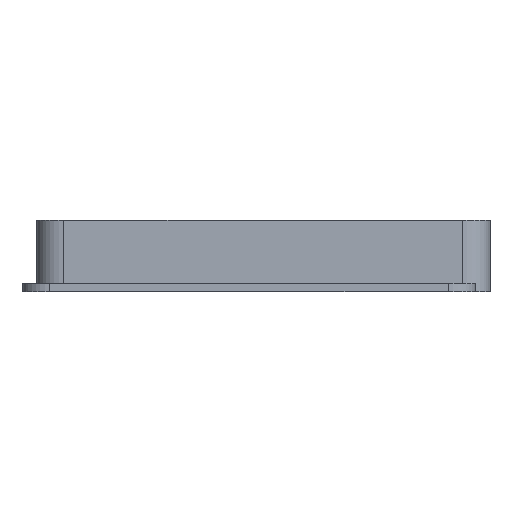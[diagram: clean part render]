
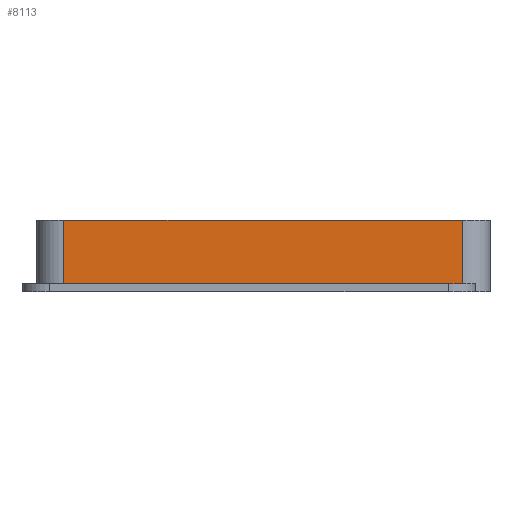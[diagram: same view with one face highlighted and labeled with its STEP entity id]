
A CAD part, left-side view. The second image highlights one B-rep face of the part: STEP entity #8113.
In plain terms, the highlighted planar face has unit normal (-1, 0, 0).
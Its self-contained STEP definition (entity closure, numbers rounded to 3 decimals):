
#1220=FACE_OUTER_BOUND('',#1681,.T.);
#1681=EDGE_LOOP('',(#7083,#7084,#7085,#7086));
#2305=LINE('',#16544,#2984);
#2307=LINE('',#16550,#2986);
#2308=LINE('',#16552,#2987);
#2309=LINE('',#16553,#2988);
#2984=VECTOR('',#9233,10.);
#2986=VECTOR('',#9239,10.);
#2987=VECTOR('',#9240,10.);
#2988=VECTOR('',#9241,10.);
#3805=VERTEX_POINT('',#16541);
#3806=VERTEX_POINT('',#16543);
#3808=VERTEX_POINT('',#16549);
#3809=VERTEX_POINT('',#16551);
#4928=EDGE_CURVE('',#3805,#3806,#2305,.T.);
#4931=EDGE_CURVE('',#3808,#3805,#2307,.T.);
#4932=EDGE_CURVE('',#3809,#3808,#2308,.T.);
#4933=EDGE_CURVE('',#3806,#3809,#2309,.T.);
#7083=ORIENTED_EDGE('',*,*,#4928,.F.);
#7084=ORIENTED_EDGE('',*,*,#4931,.F.);
#7085=ORIENTED_EDGE('',*,*,#4932,.F.);
#7086=ORIENTED_EDGE('',*,*,#4933,.F.);
#7712=PLANE('',#8338);
#8113=ADVANCED_FACE('',(#1220),#7712,.T.);
#8338=AXIS2_PLACEMENT_3D('',#16548,#9237,#9238);
#9233=DIRECTION('',(0.,0.,-1.));
#9237=DIRECTION('center_axis',(-1.,0.,0.));
#9238=DIRECTION('ref_axis',(0.,-1.,0.));
#9239=DIRECTION('',(0.,-1.,0.));
#9240=DIRECTION('',(0.,0.,1.));
#9241=DIRECTION('',(0.,1.,0.));
#16541=CARTESIAN_POINT('',(55.274,-38.936,13.));
#16543=CARTESIAN_POINT('',(55.274,-38.936,0.));
#16544=CARTESIAN_POINT('',(55.274,-38.936,0.));
#16548=CARTESIAN_POINT('Origin',(55.274,38.064,0.));
#16549=CARTESIAN_POINT('',(55.274,33.064,13.));
#16550=CARTESIAN_POINT('',(55.274,-43.936,13.));
#16551=CARTESIAN_POINT('',(55.274,33.064,0.));
#16552=CARTESIAN_POINT('',(55.274,33.064,0.));
#16553=CARTESIAN_POINT('',(55.274,-43.936,0.));
